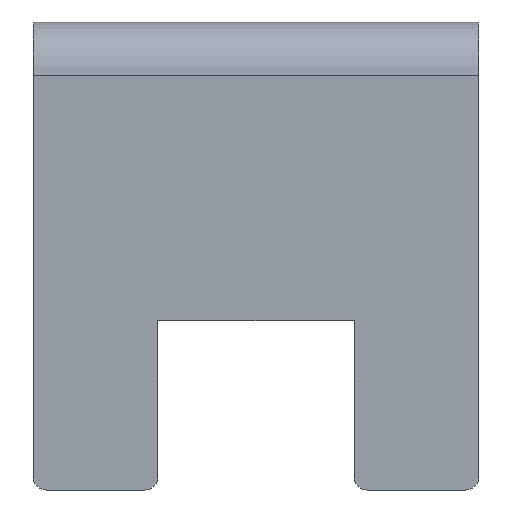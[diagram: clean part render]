
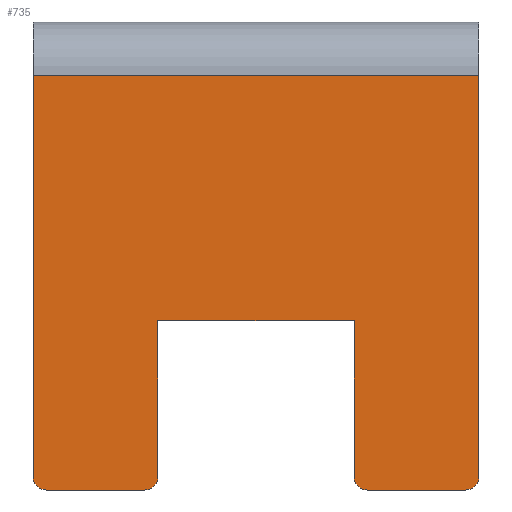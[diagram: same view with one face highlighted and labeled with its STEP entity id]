
A CAD part, front view. The second image highlights one B-rep face of the part: STEP entity #735.
In plain terms, the highlighted planar face has unit normal (0, -1, 0).
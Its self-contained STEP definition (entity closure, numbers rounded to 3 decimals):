
#80=DIRECTION('',(0.,0.,-1.));
#81=VECTOR('',#80,9.);
#82=CARTESIAN_POINT('',(-5.,-5.4,5.5));
#83=LINE('',#82,#81);
#84=CARTESIAN_POINT('',(4.7,-5.4,-3.5));
#85=DIRECTION('',(0.,1.,0.));
#86=DIRECTION('',(1.,0.,0.));
#87=AXIS2_PLACEMENT_3D('',#84,#85,#86);
#89=CARTESIAN_POINT('',(2.5,-5.4,-3.5));
#90=DIRECTION('',(0.,1.,0.));
#91=DIRECTION('',(0.,0.,-1.));
#92=AXIS2_PLACEMENT_3D('',#89,#90,#91);
#94=CARTESIAN_POINT('',(-2.5,-5.4,-3.5));
#95=DIRECTION('',(0.,1.,0.));
#96=DIRECTION('',(1.,0.,0.));
#97=AXIS2_PLACEMENT_3D('',#94,#95,#96);
#99=CARTESIAN_POINT('',(-4.7,-5.4,-3.5));
#100=DIRECTION('',(0.,1.,0.));
#101=DIRECTION('',(0.,0.,-1.));
#102=AXIS2_PLACEMENT_3D('',#99,#100,#101);
#104=DIRECTION('',(-1.,0.,0.));
#105=VECTOR('',#104,10.);
#106=CARTESIAN_POINT('',(5.,-5.4,5.5));
#107=LINE('',#106,#105);
#121=DIRECTION('',(0.,0.,1.));
#122=VECTOR('',#121,9.);
#123=CARTESIAN_POINT('',(5.,-5.4,-3.5));
#124=LINE('',#123,#122);
#348=DIRECTION('',(1.,0.,0.));
#349=VECTOR('',#348,2.2);
#350=CARTESIAN_POINT('',(-4.7,-5.4,-3.8));
#351=LINE('',#350,#349);
#360=DIRECTION('',(0.,0.,1.));
#361=VECTOR('',#360,3.5);
#362=CARTESIAN_POINT('',(-2.2,-5.4,-3.5));
#363=LINE('',#362,#361);
#368=DIRECTION('',(1.,0.,0.));
#369=VECTOR('',#368,4.4);
#370=CARTESIAN_POINT('',(-2.2,-5.4,0.));
#371=LINE('',#370,#369);
#376=DIRECTION('',(0.,0.,-1.));
#377=VECTOR('',#376,3.5);
#378=CARTESIAN_POINT('',(2.2,-5.4,0.));
#379=LINE('',#378,#377);
#388=DIRECTION('',(1.,0.,0.));
#389=VECTOR('',#388,2.2);
#390=CARTESIAN_POINT('',(2.5,-5.4,-3.8));
#391=LINE('',#390,#389);
#442=CARTESIAN_POINT('',(-5.,-5.4,5.5));
#443=VERTEX_POINT('',#442);
#444=CARTESIAN_POINT('',(-5.,-5.4,-3.5));
#445=VERTEX_POINT('',#444);
#448=CARTESIAN_POINT('',(5.,-5.4,5.5));
#449=VERTEX_POINT('',#448);
#450=CARTESIAN_POINT('',(5.,-5.4,-3.5));
#451=VERTEX_POINT('',#450);
#452=CARTESIAN_POINT('',(4.7,-5.4,-3.8));
#453=VERTEX_POINT('',#452);
#454=CARTESIAN_POINT('',(2.5,-5.4,-3.8));
#455=VERTEX_POINT('',#454);
#456=CARTESIAN_POINT('',(2.2,-5.4,-3.5));
#457=VERTEX_POINT('',#456);
#458=CARTESIAN_POINT('',(2.2,-5.4,0.));
#459=VERTEX_POINT('',#458);
#460=CARTESIAN_POINT('',(-2.2,-5.4,0.));
#461=VERTEX_POINT('',#460);
#462=CARTESIAN_POINT('',(-2.2,-5.4,-3.5));
#463=VERTEX_POINT('',#462);
#464=CARTESIAN_POINT('',(-2.5,-5.4,-3.8));
#465=VERTEX_POINT('',#464);
#466=CARTESIAN_POINT('',(-4.7,-5.4,-3.8));
#467=VERTEX_POINT('',#466);
#705=CARTESIAN_POINT('',(-5.,-5.4,-3.8));
#706=DIRECTION('',(0.,-1.,0.));
#707=DIRECTION('',(0.,0.,1.));
#708=AXIS2_PLACEMENT_3D('',#705,#706,#707);
#709=PLANE('',#708);
#711=ORIENTED_EDGE('',*,*,#710,.F.);
#713=ORIENTED_EDGE('',*,*,#712,.F.);
#715=ORIENTED_EDGE('',*,*,#714,.T.);
#717=ORIENTED_EDGE('',*,*,#716,.F.);
#719=ORIENTED_EDGE('',*,*,#718,.T.);
#721=ORIENTED_EDGE('',*,*,#720,.F.);
#723=ORIENTED_EDGE('',*,*,#722,.F.);
#725=ORIENTED_EDGE('',*,*,#724,.F.);
#727=ORIENTED_EDGE('',*,*,#726,.T.);
#729=ORIENTED_EDGE('',*,*,#728,.F.);
#731=ORIENTED_EDGE('',*,*,#730,.T.);
#732=ORIENTED_EDGE('',*,*,#689,.F.);
#733=EDGE_LOOP('',(#711,#713,#715,#717,#719,#721,#723,#725,#727,#729,#731,
#732));
#734=FACE_OUTER_BOUND('',#733,.F.);
#88=CIRCLE('',#87,0.3);
#93=CIRCLE('',#92,0.3);
#98=CIRCLE('',#97,0.3);
#103=CIRCLE('',#102,0.3);
#689=EDGE_CURVE('',#443,#445,#83,.T.);
#710=EDGE_CURVE('',#449,#443,#107,.T.);
#712=EDGE_CURVE('',#451,#449,#124,.T.);
#714=EDGE_CURVE('',#451,#453,#88,.T.);
#716=EDGE_CURVE('',#455,#453,#391,.T.);
#718=EDGE_CURVE('',#455,#457,#93,.T.);
#720=EDGE_CURVE('',#459,#457,#379,.T.);
#722=EDGE_CURVE('',#461,#459,#371,.T.);
#724=EDGE_CURVE('',#463,#461,#363,.T.);
#726=EDGE_CURVE('',#463,#465,#98,.T.);
#728=EDGE_CURVE('',#467,#465,#351,.T.);
#730=EDGE_CURVE('',#467,#445,#103,.T.);
#735=ADVANCED_FACE('',(#734),#709,.T.);
